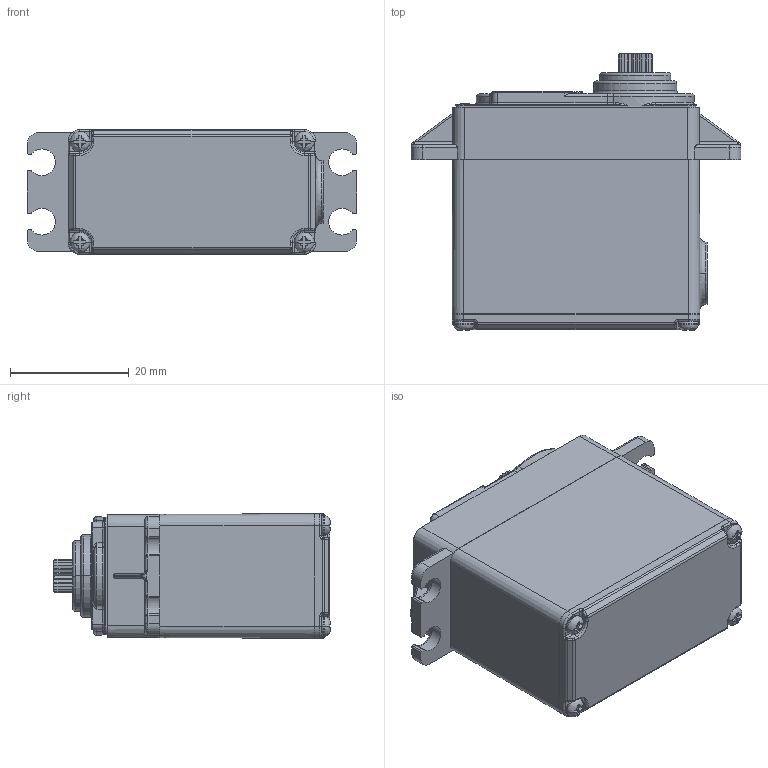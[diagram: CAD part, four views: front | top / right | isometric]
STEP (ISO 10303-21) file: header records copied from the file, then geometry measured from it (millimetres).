
FILE_DESCRIPTION((''),'2;1');
FILE_NAME('HS-5646WP_ASM','2017-08-30T',('servo-csw'),(''),'CREO PARAMETRIC BY PTC INC, 2014440','CREO PARAMETRIC BY PTC INC, 2014440','');
FILE_SCHEMA(('CONFIG_CONTROL_DESIGN'));
Length unit declared in the file: millimetre
Products named in the file (2): _HS-5646WP; HS-5646WP_ASM
Assembly tree (1 placements, depth 2):
  HS-5646WP_ASM
    _HS-5646WP
Bounding box: 55.6 x 46.62 x 21 mm (x, y, z)
Volume: 34767.8 mm3; surface area: 10612.4 mm2
Topology: 2 solids, 2 shells, 1154 faces, 3059 edges, 1955 vertices
Faces by surface type: plane 750, cylinder 199, bspline 85, torus 78, cone 42
Entity records: 48632 total; most frequent: CARTESIAN_POINT 13008, ORIENTED_EDGE 6118, DIRECTION 5402, EDGE_CURVE 3059, VECTOR 2206, LINE 2206, VERTEX_POINT 1955, AXIS2_PLACEMENT_3D 1598
